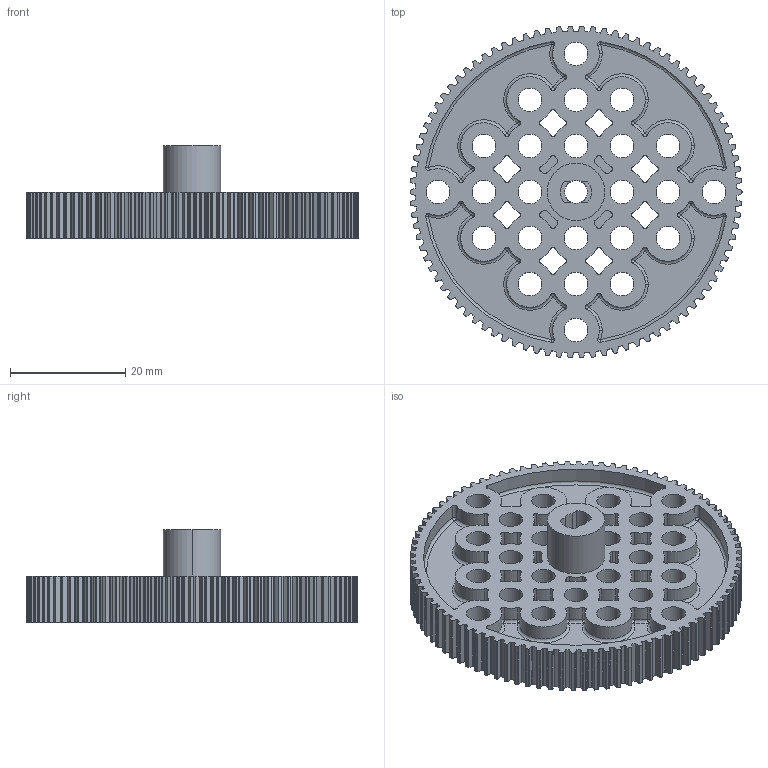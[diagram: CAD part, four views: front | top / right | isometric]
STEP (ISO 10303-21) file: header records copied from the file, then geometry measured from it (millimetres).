
FILE_DESCRIPTION (( 'STEP AP214' ), '1' );
FILE_NAME ('Plastic Timing Pulley 90T For Motor注塑同步轮90T（连接电机）.step', '2016-10-28T04:16:07', ( 'dell' ), ( '' ), 'SwSTEP 2.0', 'SolidWorks 2013', '' );
FILE_SCHEMA (( 'AUTOMOTIVE_DESIGN' ));
Length unit declared in the file: millimetre
Products named in the file (1): Plastic Timing Pulley 90T For Motor注塑同步轮90T（连接电机）
Bounding box: 57.7 x 57.68 x 16 mm (x, y, z)
Volume: 12331.2 mm3; surface area: 12663.3 mm2
Topology: 1 solids, 1 shells, 1271 faces, 3596 edges, 2306 vertices
Faces by surface type: cylinder 814, plane 297, sphere 84, torus 76
Entity records: 41402 total; most frequent: DIRECTION 7938, CARTESIAN_POINT 7054, ORIENTED_EDGE 7032, EDGE_CURVE 3516, AXIS2_PLACEMENT_3D 3150, VERTEX_POINT 2266, CIRCLE 1878, VECTOR 1638
